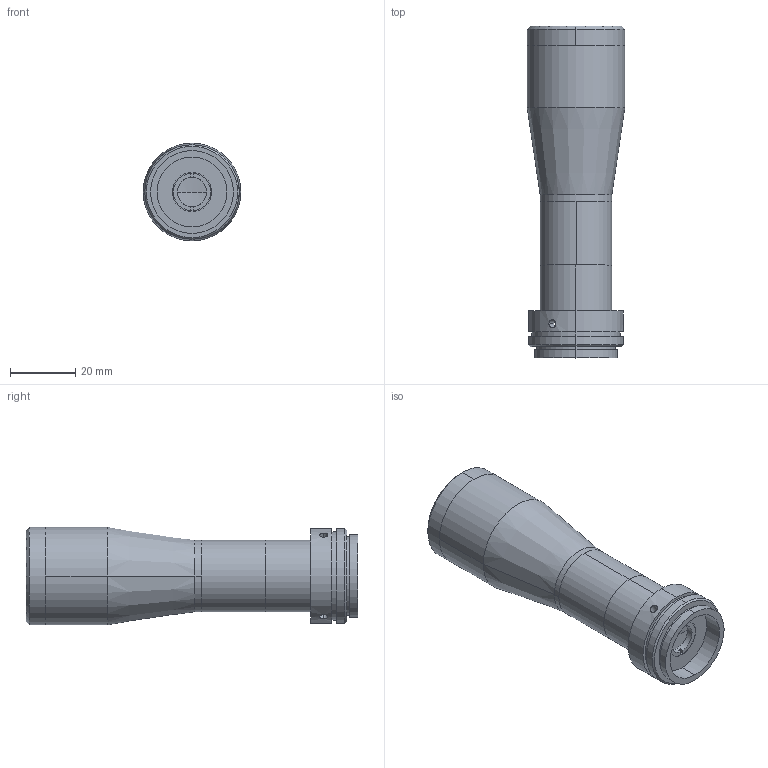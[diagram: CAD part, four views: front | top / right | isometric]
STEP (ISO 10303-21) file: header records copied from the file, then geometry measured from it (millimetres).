
FILE_DESCRIPTION (( 'STEP AP203' ), '1' );
FILE_NAME ('XF-MT0.8X65蚾饜芞-20141201V5.STEP', '2016-02-22T01:52:50', ( 'cherishsunshine' ), ( '' ), 'SwSTEP 2.0', 'SolidWorks 2014', '' );
FILE_SCHEMA (( 'CONFIG_CONTROL_DESIGN' ));
Length unit declared in the file: millimetre
Products named in the file (1): XF-MT0.8X65蚾饜芞-20141201V5
Bounding box: 30 x 101.81 x 30 mm (x, y, z)
Surface area: 12853 mm2 (no closed solid volume)
Topology: 0 solids, 12 shells, 85 faces, 212 edges, 144 vertices
Faces by surface type: cylinder 44, plane 31, cone 6, sphere 4
Entity records: 2844 total; most frequent: CARTESIAN_POINT 670, DIRECTION 490, ORIENTED_EDGE 362, EDGE_CURVE 212, AXIS2_PLACEMENT_3D 204, VERTEX_POINT 144, CIRCLE 118, EDGE_LOOP 103
